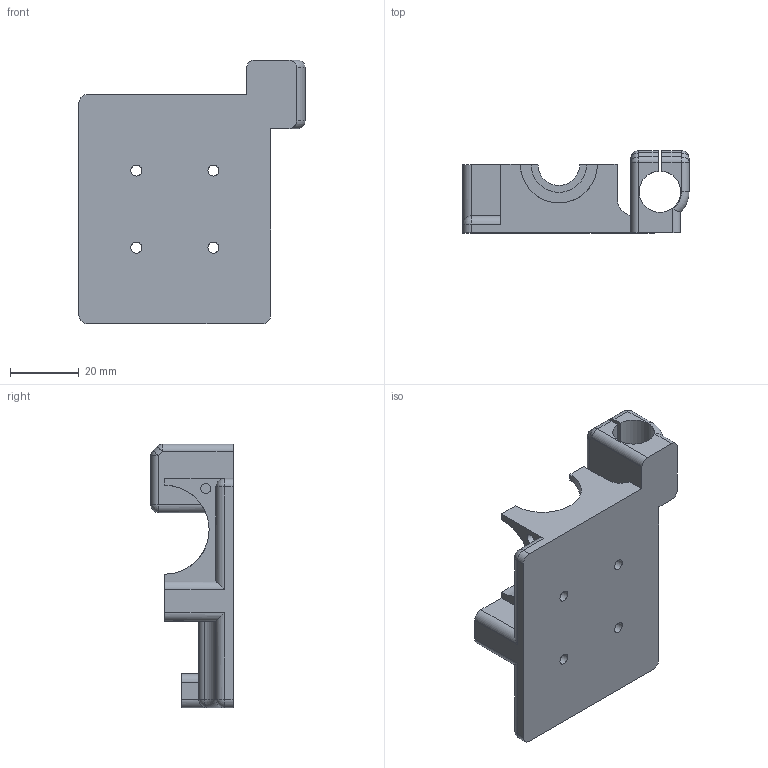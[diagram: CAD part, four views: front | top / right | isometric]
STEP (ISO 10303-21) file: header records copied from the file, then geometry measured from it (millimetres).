
FILE_DESCRIPTION(/* description */ (''),/* implementation_level */ '2;1');
FILE_NAME(/* name */ 'Main_body_12mm_sensor.step',/* time_stamp */ '2017-07-31T14:24:13+01:00',/* author */ (''),/* organization */ (''),/* preprocessor_version */ 'ST-DEVELOPER v16.13',/* originating_system */ 'Autodesk Translation Framework v6.1.1.50',/* authorisation */ '');
FILE_SCHEMA (('AUTOMOTIVE_DESIGN { 1 0 10303 214 3 1 1 }'));
Length unit declared in the file: millimetre
Products named in the file (1): 12mm Sensor v13
Bounding box: 66 x 24 x 77 mm (x, y, z)
Volume: 38929 mm3; surface area: 15639.7 mm2
Topology: 1 solids, 1 shells, 168 faces, 415 edges, 262 vertices
Faces by surface type: plane 81, cylinder 72, sphere 11, torus 4
Full cylindrical faces by diameter (mm): 2.9 x1, 3.2 x18, 6 x6
Entity records: 5067 total; most frequent: CARTESIAN_POINT 1032, DIRECTION 861, ORIENTED_EDGE 772, EDGE_CURVE 386, AXIS2_PLACEMENT_3D 318, VERTEX_POINT 258, EDGE_LOOP 230, LINE 225
